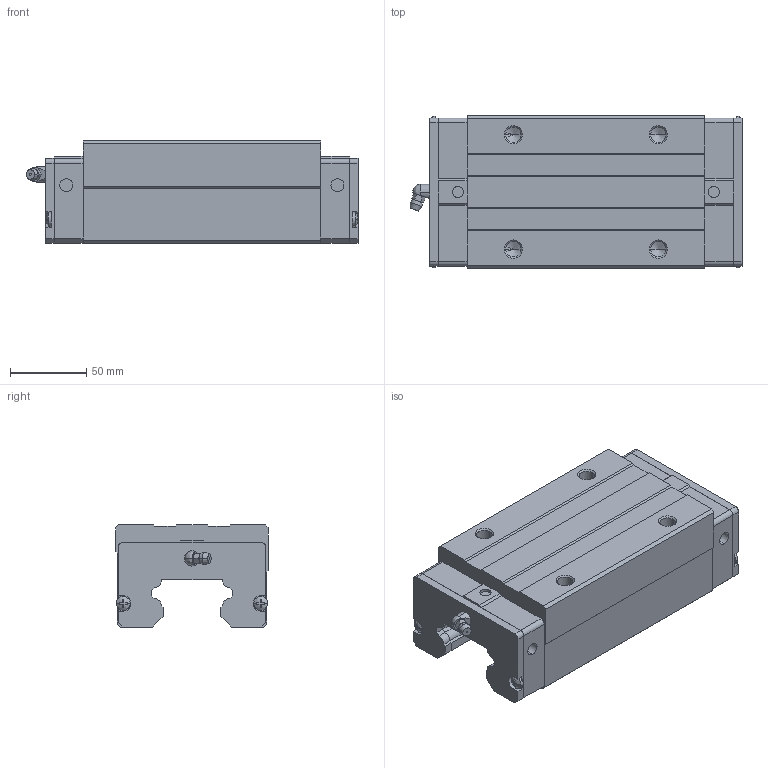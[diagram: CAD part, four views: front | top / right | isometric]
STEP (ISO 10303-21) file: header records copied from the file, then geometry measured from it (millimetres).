
FILE_DESCRIPTION (( 'STEP AP214' ), '1' );
FILE_NAME ('HGH55H.STEP', '2025-10-21T07:05:53', ( '' ), ( '' ), 'SwSTEP 2.0', 'SolidWorks 2024', '' );
FILE_SCHEMA (( 'AUTOMOTIVE_DESIGN' ));
Length unit declared in the file: millimetre
Products named in the file (1): HGH55H
Bounding box: 217.7 x 100 x 67 mm (x, y, z)
Volume: 999703 mm3; surface area: 129919 mm2
Topology: 10 solids, 10 shells, 654 faces, 1747 edges, 1144 vertices
Faces by surface type: plane 405, bspline 119, cylinder 66, cone 64
Entity records: 26180 total; most frequent: CARTESIAN_POINT 10621, ORIENTED_EDGE 3474, DIRECTION 2701, EDGE_CURVE 1737, VECTOR 1175, LINE 1175, VERTEX_POINT 1144, AXIS2_PLACEMENT_3D 763
